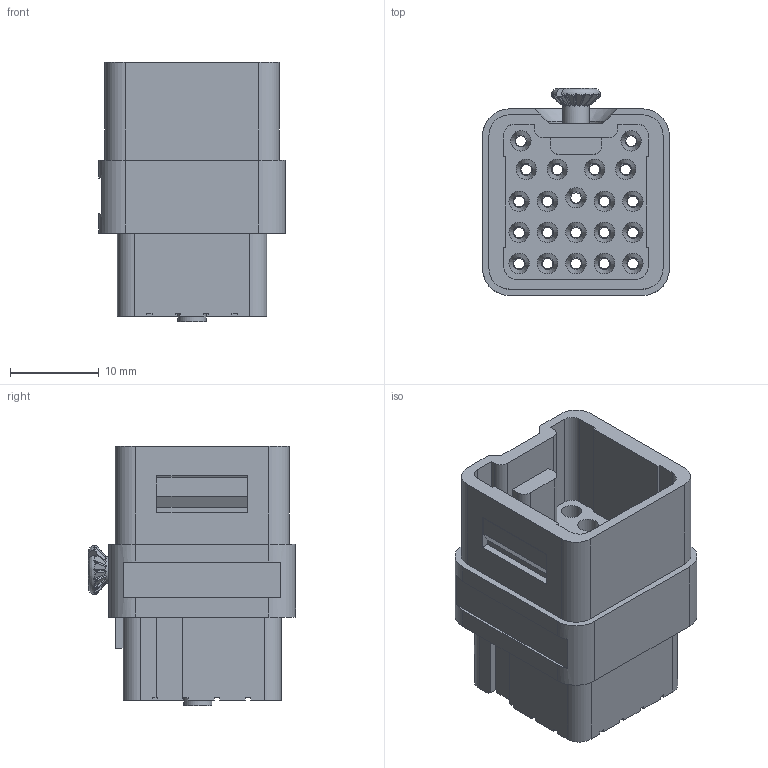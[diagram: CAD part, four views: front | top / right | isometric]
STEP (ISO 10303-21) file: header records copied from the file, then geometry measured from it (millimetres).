
FILE_DESCRIPTION(/* description */ (''),/* implementation_level */ '2;1');
FILE_NAME(/* name */ '100518754ugm000_b.stp',/* time_stamp */ '2018-04-17T09:40:54+02:00',/* author */ (''),/* organization */ (''),/* preprocessor_version */ 'ST-DEVELOPER v16',/* originating_system */ 'SIEMENS PLM Software NX 10.0',/* authorisation */ '');
FILE_SCHEMA (('AUTOMOTIVE_DESIGN { 1 0 10303 214 3 1 1 1 }'));
Length unit declared in the file: millimetre
Products named in the file (1): 100518754ugm000_b
Bounding box: 21 x 23.3 x 29.15 mm (x, y, z)
Volume: 5794.7 mm3; surface area: 6864.7 mm2
Topology: 1 solids, 1 shells, 479 faces, 1397 edges, 1006 vertices
Faces by surface type: plane 284, cylinder 139, bspline 34, cone 22
Full cylindrical faces by diameter (mm): 1.18 x21, 2.3 x42, 3 x1, 3.2 x1, 3.38 x1
Entity records: 20791 total; most frequent: CARTESIAN_POINT 7924, ORIENTED_EDGE 2392, DIRECTION 2175, EDGE_CURVE 1196, VERTEX_POINT 869, AXIS2_PLACEMENT_3D 729, LINE 717, VECTOR 717
